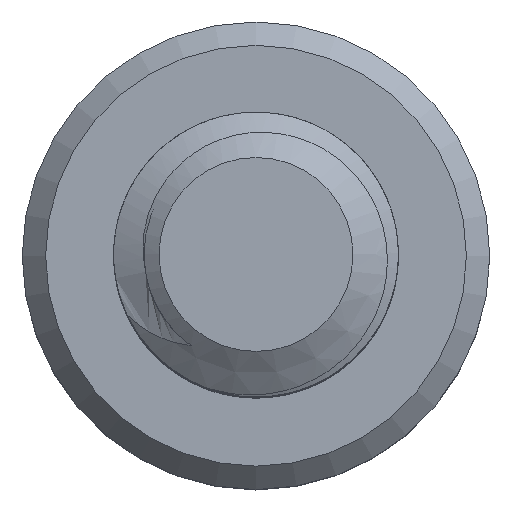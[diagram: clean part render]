
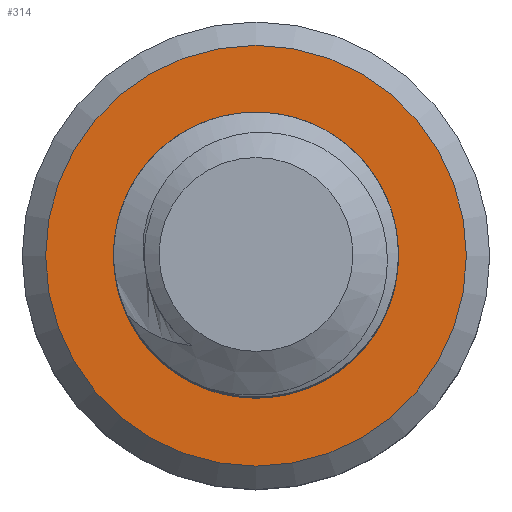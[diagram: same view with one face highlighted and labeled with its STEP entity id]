
A CAD part, top view. The second image highlights one B-rep face of the part: STEP entity #314.
In plain terms, the highlighted planar face has unit normal (0, 0, 1).
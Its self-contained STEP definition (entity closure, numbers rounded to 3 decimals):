
#44=PLANE('',#353);
#60=B_SPLINE_CURVE_WITH_KNOTS('',3,(#3010,#3011,#3012,#3013,#3014,#3015,
#3016,#3017,#3018,#3019,#3020,#3021,#3022,#3023,#3024,#3025),
 .UNSPECIFIED.,.F.,.F.,(4,2,2,2,2,2,2,4),(0.,0.05,0.099,
0.173,0.271,0.397,0.518,
0.661),.UNSPECIFIED.);
#61=B_SPLINE_CURVE_WITH_KNOTS('',3,(#3484,#3485,#3486,#3487,#3488,#3489,
#3490,#3491,#3492,#3493,#3494,#3495,#3496,#3497,#3498,#3499,#3500,#3501),
 .UNSPECIFIED.,.F.,.F.,(4,2,2,2,2,2,2,2,4),(0.,0.068,0.129,
0.216,0.25,0.304,0.362,
0.411,0.48),.UNSPECIFIED.);
#76=FACE_BOUND('',#118,.T.);
#88=FACE_OUTER_BOUND('',#117,.T.);
#117=EDGE_LOOP('',(#249));
#118=EDGE_LOOP('',(#250,#251,#252,#253));
#131=CIRCLE('',#330,3.566);
#139=CIRCLE('',#343,1.897);
#140=CIRCLE('',#345,2.413);
#146=VERTEX_POINT('',#456);
#157=VERTEX_POINT('',#521);
#158=VERTEX_POINT('',#1036);
#159=VERTEX_POINT('',#1553);
#160=VERTEX_POINT('',#2052);
#171=EDGE_CURVE('',#146,#146,#131,.T.);
#183=EDGE_CURVE('',#158,#157,#139,.T.);
#187=EDGE_CURVE('',#160,#159,#140,.T.);
#188=EDGE_CURVE('',#157,#159,#60,.T.);
#189=EDGE_CURVE('',#160,#158,#61,.T.);
#249=ORIENTED_EDGE('',*,*,#171,.T.);
#250=ORIENTED_EDGE('',*,*,#187,.F.);
#251=ORIENTED_EDGE('',*,*,#189,.T.);
#252=ORIENTED_EDGE('',*,*,#183,.T.);
#253=ORIENTED_EDGE('',*,*,#188,.T.);
#314=ADVANCED_FACE('',(#88,#76),#44,.F.);
#330=AXIS2_PLACEMENT_3D('',#457,#370,#371);
#343=AXIS2_PLACEMENT_3D('',#1037,#396,#397);
#345=AXIS2_PLACEMENT_3D('',#2551,#400,#401);
#353=AXIS2_PLACEMENT_3D('',#3513,#416,#417);
#370=DIRECTION('center_axis',(0.,0.,1.));
#371=DIRECTION('ref_axis',(-1.,0.,0.));
#396=DIRECTION('center_axis',(0.,0.,-1.));
#397=DIRECTION('ref_axis',(1.,0.,0.));
#400=DIRECTION('center_axis',(0.,0.,1.));
#401=DIRECTION('ref_axis',(1.,0.,0.));
#416=DIRECTION('center_axis',(0.,0.,-1.));
#417=DIRECTION('ref_axis',(-1.,0.,0.));
#456=CARTESIAN_POINT('',(-3.566,0.,-12.7));
#457=CARTESIAN_POINT('Origin',(0.,0.,-12.7));
#521=CARTESIAN_POINT('',(0.,-1.897,-12.7));
#1036=CARTESIAN_POINT('',(1.329,-1.354,-12.7));
#1037=CARTESIAN_POINT('Origin',(0.,0.,-12.7));
#1553=CARTESIAN_POINT('',(-1.691,1.722,-12.7));
#2052=CARTESIAN_POINT('',(0.,2.413,-12.7));
#2551=CARTESIAN_POINT('Origin',(0.,0.,-12.7));
#3010=CARTESIAN_POINT('Ctrl Pts',(0.,-1.897,
-12.7));
#3011=CARTESIAN_POINT('Ctrl Pts',(-0.167,-1.915,
-12.7));
#3012=CARTESIAN_POINT('Ctrl Pts',(-0.335,-1.911,
-12.7));
#3013=CARTESIAN_POINT('Ctrl Pts',(-0.661,-1.863,
-12.7));
#3014=CARTESIAN_POINT('Ctrl Pts',(-0.817,-1.82,
-12.7));
#3015=CARTESIAN_POINT('Ctrl Pts',(-1.194,-1.666,-12.7));
#3016=CARTESIAN_POINT('Ctrl Pts',(-1.403,-1.532,-12.7));
#3017=CARTESIAN_POINT('Ctrl Pts',(-1.821,-1.136,-12.7));
#3018=CARTESIAN_POINT('Ctrl Pts',(-1.969,-0.884,
-12.7));
#3019=CARTESIAN_POINT('Ctrl Pts',(-2.176,-0.418,-12.7));
#3020=CARTESIAN_POINT('Ctrl Pts',(-2.241,-0.137,
-12.7));
#3021=CARTESIAN_POINT('Ctrl Pts',(-2.261,0.421,-12.7));
#3022=CARTESIAN_POINT('Ctrl Pts',(-2.22,0.694,-12.7));
#3023=CARTESIAN_POINT('Ctrl Pts',(-2.026,1.261,-12.7));
#3024=CARTESIAN_POINT('Ctrl Pts',(-1.861,1.521,-12.7));
#3025=CARTESIAN_POINT('Ctrl Pts',(-1.691,1.722,-12.7));
#3484=CARTESIAN_POINT('Ctrl Pts',(0.,2.413,
-12.7));
#3485=CARTESIAN_POINT('Ctrl Pts',(0.225,2.394,-12.7));
#3486=CARTESIAN_POINT('Ctrl Pts',(0.446,2.343,-12.7));
#3487=CARTESIAN_POINT('Ctrl Pts',(0.847,2.184,-12.7));
#3488=CARTESIAN_POINT('Ctrl Pts',(1.027,2.083,-12.7));
#3489=CARTESIAN_POINT('Ctrl Pts',(1.421,1.786,-12.7));
#3490=CARTESIAN_POINT('Ctrl Pts',(1.616,1.571,-12.7));
#3491=CARTESIAN_POINT('Ctrl Pts',(1.825,1.229,-12.7));
#3492=CARTESIAN_POINT('Ctrl Pts',(1.892,1.105,-12.7));
#3493=CARTESIAN_POINT('Ctrl Pts',(2.035,0.727,-12.7));
#3494=CARTESIAN_POINT('Ctrl Pts',(2.081,0.481,-12.7));
#3495=CARTESIAN_POINT('Ctrl Pts',(2.083,-0.031,-12.7));
#3496=CARTESIAN_POINT('Ctrl Pts',(2.033,-0.292,-12.7));
#3497=CARTESIAN_POINT('Ctrl Pts',(1.852,-0.744,-12.7));
#3498=CARTESIAN_POINT('Ctrl Pts',(1.753,-0.897,-12.7));
#3499=CARTESIAN_POINT('Ctrl Pts',(1.581,-1.129,-12.7));
#3500=CARTESIAN_POINT('Ctrl Pts',(1.463,-1.25,-12.7));
#3501=CARTESIAN_POINT('Ctrl Pts',(1.329,-1.354,-12.7));
#3513=CARTESIAN_POINT('Origin',(0.,0.,-12.7));
